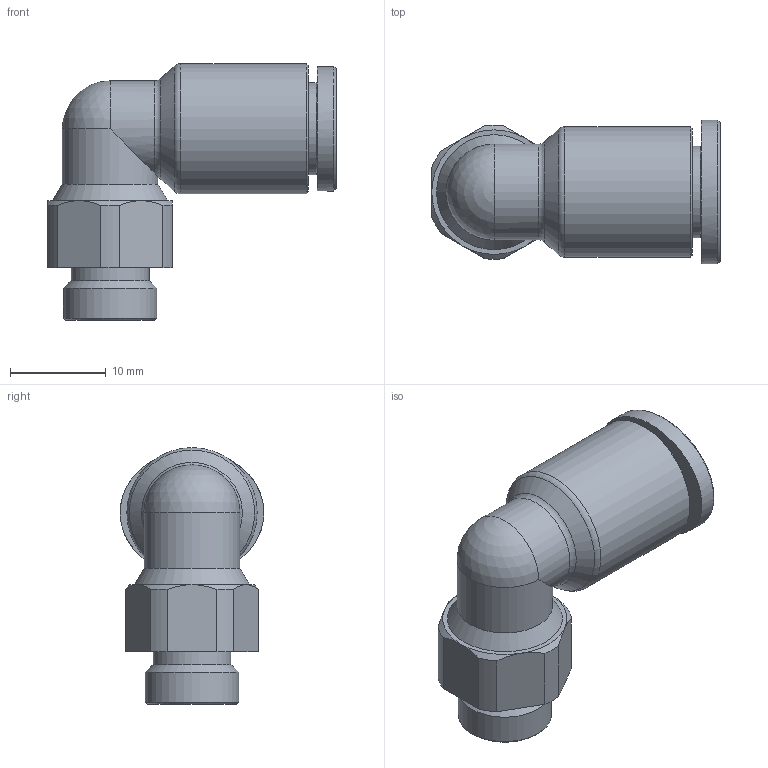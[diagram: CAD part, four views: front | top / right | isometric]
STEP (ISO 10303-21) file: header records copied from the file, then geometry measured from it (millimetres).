
FILE_DESCRIPTION(/* description */ ('Unknown'),/* implementation_level */ '2;1');
FILE_NAME(/* name */ 'P4G.08.1;8',/* time_stamp */ '2018-10-23T09:32:36-04:00',/* author */ ('Unknown'),/* organization */ ('Unknown'),/* preprocessor_version */ 'ST-DEVELOPER v16.7',/* originating_system */ 'DEX',/* authorisation */ $);
FILE_SCHEMA (('AUTOMOTIVE_DESIGN {1 0 10303 214 3 1 1}'));
Length unit declared in the file: millimetre
Products named in the file (1): P4G.08.1;8
Bounding box: 30.1 x 15 x 26.8 mm (x, y, z)
Volume: 3281 mm3; surface area: 3078.4 mm2
Topology: 1 solids, 1 shells, 415 faces, 1161 edges, 770 vertices
Faces by surface type: plane 348, cylinder 34, cone 16, bspline 14, torus 2, sphere 1
Full cylindrical faces by diameter (mm): 6 x1, 8.128 x1, 8.2 x1, 9.6 x1, 9.728 x1, 10 x1, 12 x1, 13.6 x1
Entity records: 16202 total; most frequent: CARTESIAN_POINT 2742, ORIENTED_EDGE 2256, DIRECTION 2007, EDGE_CURVE 1128, LINE 989, VECTOR 989, VERTEX_POINT 760, AXIS2_PLACEMENT_3D 509
